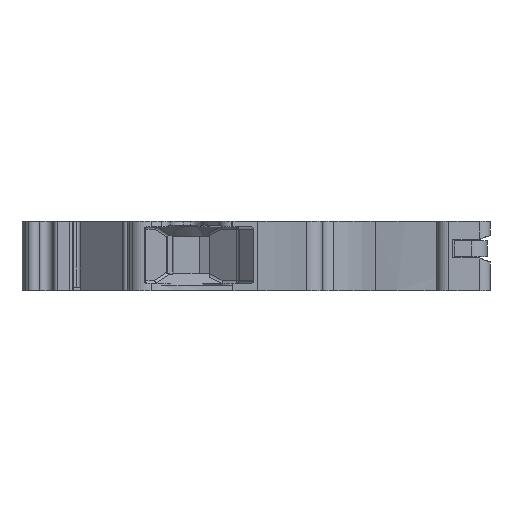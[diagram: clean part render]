
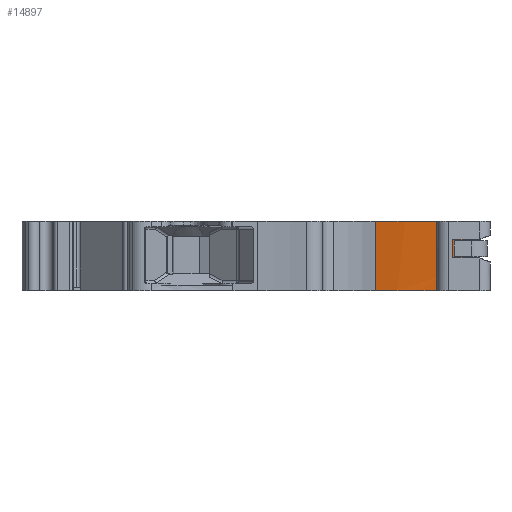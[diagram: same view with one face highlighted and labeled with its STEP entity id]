
A CAD part, left-side view. The second image highlights one B-rep face of the part: STEP entity #14897.
In plain terms, the highlighted cylindrical face has radius 32.1 mm (diameter 64.2 mm), a partial arc.
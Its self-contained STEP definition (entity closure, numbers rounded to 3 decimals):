
#1811=CARTESIAN_POINT('',(10.75,-5.2,-2.6));
#1812=DIRECTION('',(0.,0.,1.));
#1813=DIRECTION('',(-0.97,0.244,0.));
#1814=AXIS2_PLACEMENT_3D('',#1811,#1812,#1813);
#2839=CARTESIAN_POINT('',(10.75,-5.2,-1.5));
#2840=DIRECTION('',(0.,0.,-1.));
#2841=DIRECTION('',(-1.,0.031,0.));
#2842=AXIS2_PLACEMENT_3D('',#2839,#2840,#2841);
#2881=DIRECTION('',(0.,0.,-1.));
#2882=VECTOR('',#2881,1.1);
#2883=CARTESIAN_POINT('',(-21.22,-2.317,-1.5));
#2884=LINE('',#2883,#2882);
#2906=CARTESIAN_POINT('',(10.75,-5.2,2.6));
#2907=DIRECTION('',(0.,0.,1.));
#2908=DIRECTION('',(-0.97,0.244,0.));
#2909=AXIS2_PLACEMENT_3D('',#2906,#2907,#2908);
#2911=DIRECTION('',(0.,0.,-1.));
#2912=VECTOR('',#2911,4.1);
#2913=CARTESIAN_POINT('',(-21.335,-4.209,2.6));
#2914=LINE('',#2913,#2912);
#2915=DIRECTION('',(0.,0.,-1.));
#2916=VECTOR('',#2915,5.2);
#2917=CARTESIAN_POINT('',(-20.377,2.642,2.6));
#2918=LINE('',#2917,#2916);
#9290=CARTESIAN_POINT('',(-20.377,2.642,2.6));
#9291=VERTEX_POINT('',#9290);
#9480=CARTESIAN_POINT('',(-20.377,2.642,-2.6));
#9481=VERTEX_POINT('',#9480);
#9482=CARTESIAN_POINT('',(-21.22,-2.317,-2.6));
#9483=VERTEX_POINT('',#9482);
#9770=CARTESIAN_POINT('',(-21.335,-4.209,-1.5));
#9771=VERTEX_POINT('',#9770);
#9784=CARTESIAN_POINT('',(-21.335,-4.209,2.6));
#9785=VERTEX_POINT('',#9784);
#9787=CARTESIAN_POINT('',(-21.22,-2.317,-1.5));
#9789=VERTEX_POINT('',#9787);
#14883=CARTESIAN_POINT('',(10.75,-5.2,2.6));
#14884=DIRECTION('',(0.,0.,1.));
#14885=DIRECTION('',(1.,0.,0.));
#14886=AXIS2_PLACEMENT_3D('',#14883,#14884,#14885);
#14887=CYLINDRICAL_SURFACE('',#14886,32.1);
#14888=ORIENTED_EDGE('',*,*,#12260,.T.);
#14889=ORIENTED_EDGE('',*,*,#14774,.T.);
#14890=ORIENTED_EDGE('',*,*,#14813,.T.);
#14891=ORIENTED_EDGE('',*,*,#14838,.T.);
#14892=ORIENTED_EDGE('',*,*,#13535,.F.);
#14894=ORIENTED_EDGE('',*,*,#14893,.F.);
#14895=EDGE_LOOP('',(#14888,#14889,#14890,#14891,#14892,#14894));
#14896=FACE_OUTER_BOUND('',#14895,.F.);
#14897=ADVANCED_FACE('',(#14896),#14887,.T.);
#1815=CIRCLE('',#1814,32.1);
#2843=CIRCLE('',#2842,32.1);
#2910=CIRCLE('',#2909,32.1);
#12260=EDGE_CURVE('',#9291,#9785,#2910,.T.);
#13535=EDGE_CURVE('',#9481,#9483,#1815,.T.);
#14774=EDGE_CURVE('',#9785,#9771,#2914,.T.);
#14813=EDGE_CURVE('',#9771,#9789,#2843,.T.);
#14838=EDGE_CURVE('',#9789,#9483,#2884,.T.);
#14893=EDGE_CURVE('',#9291,#9481,#2918,.T.);
